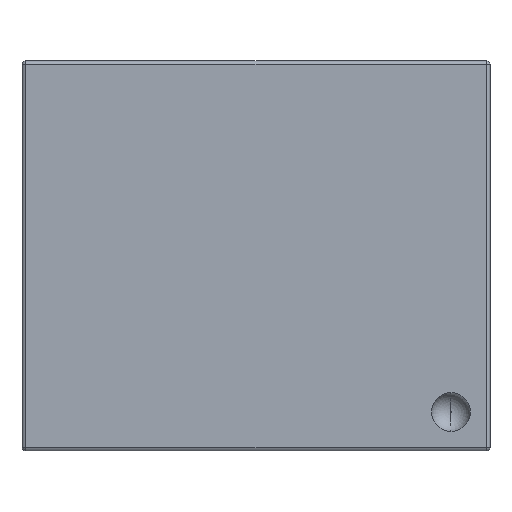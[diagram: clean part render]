
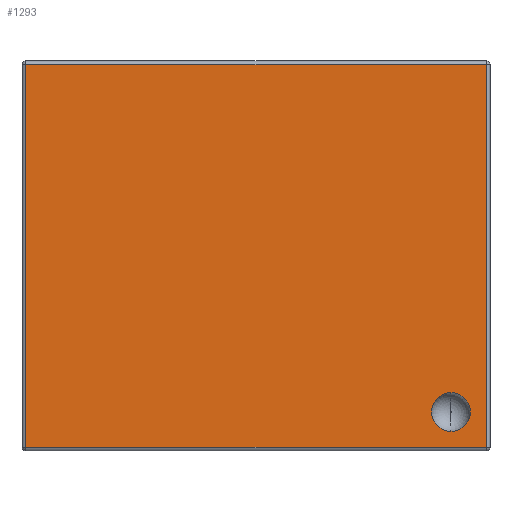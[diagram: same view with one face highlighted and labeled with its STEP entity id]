
A CAD part, front view. The second image highlights one B-rep face of the part: STEP entity #1293.
In plain terms, the highlighted planar face has unit normal (0, -1, 0).
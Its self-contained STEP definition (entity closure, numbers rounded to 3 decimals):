
#10 = VERTEX_POINT ( 'NONE', #2704 ) ;
#93 = CARTESIAN_POINT ( 'NONE',  ( 2.5, -0.5, -2. ) ) ;
#204 = EDGE_LOOP ( 'NONE', ( #2991, #2570, #3498, #269 ) ) ;
#269 = ORIENTED_EDGE ( 'NONE', *, *, #895, .T. ) ;
#444 = DIRECTION ( 'NONE',  ( 0., 0., -1. ) ) ;
#614 = FACE_BOUND ( 'NONE', #1279, .T. ) ;
#852 = CIRCLE ( 'NONE', #4466, 0.25 ) ;
#895 = EDGE_CURVE ( 'NONE', #10, #1074, #2598, .T. ) ;
#1016 = EDGE_CURVE ( 'NONE', #3626, #2575, #2143, .T. ) ;
#1074 = VERTEX_POINT ( 'NONE', #1743 ) ;
#1232 = EDGE_CURVE ( 'NONE', #3016, #10, #2955, .T. ) ;
#1279 = EDGE_LOOP ( 'NONE', ( #4459, #4532 ) ) ;
#1293 = ADVANCED_FACE ( 'NONE', ( #614, #3470 ), #4022, .T. ) ;
#1359 = AXIS2_PLACEMENT_3D ( 'NONE', #2099, #4598, #2470 ) ;
#1407 = DIRECTION ( 'NONE',  ( 0., 0., 1. ) ) ;
#1413 = EDGE_CURVE ( 'NONE', #1074, #3842, #3960, .T. ) ;
#1520 = CARTESIAN_POINT ( 'NONE',  ( 2.5, -0.5, -1.75 ) ) ;
#1524 = DIRECTION ( 'NONE',  ( 0., 0., -1. ) ) ;
#1534 = CARTESIAN_POINT ( 'NONE',  ( 3., -0.5, -2.5 ) ) ;
#1562 = EDGE_CURVE ( 'NONE', #3842, #3016, #2000, .T. ) ;
#1582 = CARTESIAN_POINT ( 'NONE',  ( -2.95, -0.5, 2.45 ) ) ;
#1743 = CARTESIAN_POINT ( 'NONE',  ( 2.95, -0.5, 2.45 ) ) ;
#1750 = AXIS2_PLACEMENT_3D ( 'NONE', #1534, #1879, #4387 ) ;
#1753 = VECTOR ( 'NONE', #1407, 1000. ) ;
#1794 = CARTESIAN_POINT ( 'NONE',  ( -3., -0.5, 2.45 ) ) ;
#1879 = DIRECTION ( 'NONE',  ( 0., -1., 0. ) ) ;
#2000 = LINE ( 'NONE', #4379, #3799 ) ;
#2099 = CARTESIAN_POINT ( 'NONE',  ( 2.5, -0.5, -2. ) ) ;
#2143 = CIRCLE ( 'NONE', #1359, 0.25 ) ;
#2470 = DIRECTION ( 'NONE',  ( 0., 0., -1. ) ) ;
#2570 = ORIENTED_EDGE ( 'NONE', *, *, #1562, .T. ) ;
#2575 = VERTEX_POINT ( 'NONE', #1520 ) ;
#2595 = DIRECTION ( 'NONE',  ( 0., -1., 0. ) ) ;
#2598 = LINE ( 'NONE', #3907, #1753 ) ;
#2704 = CARTESIAN_POINT ( 'NONE',  ( 2.95, -0.5, -2.45 ) ) ;
#2901 = VECTOR ( 'NONE', #3220, 1000. ) ;
#2955 = LINE ( 'NONE', #3979, #3690 ) ;
#2968 = EDGE_CURVE ( 'NONE', #2575, #3626, #852, .T. ) ;
#2991 = ORIENTED_EDGE ( 'NONE', *, *, #1413, .T. ) ;
#3016 = VERTEX_POINT ( 'NONE', #4029 ) ;
#3220 = DIRECTION ( 'NONE',  ( -1., 0., 0. ) ) ;
#3270 = DIRECTION ( 'NONE',  ( 1., 0., 0. ) ) ;
#3470 = FACE_OUTER_BOUND ( 'NONE', #204, .T. ) ;
#3498 = ORIENTED_EDGE ( 'NONE', *, *, #1232, .T. ) ;
#3626 = VERTEX_POINT ( 'NONE', #4354 ) ;
#3690 = VECTOR ( 'NONE', #3270, 1000. ) ;
#3799 = VECTOR ( 'NONE', #1524, 1000. ) ;
#3842 = VERTEX_POINT ( 'NONE', #1582 ) ;
#3907 = CARTESIAN_POINT ( 'NONE',  ( 2.95, -0.5, 2.5 ) ) ;
#3960 = LINE ( 'NONE', #1794, #2901 ) ;
#3979 = CARTESIAN_POINT ( 'NONE',  ( 3., -0.5, -2.45 ) ) ;
#4022 = PLANE ( 'NONE',  #1750 ) ;
#4029 = CARTESIAN_POINT ( 'NONE',  ( -2.95, -0.5, -2.45 ) ) ;
#4354 = CARTESIAN_POINT ( 'NONE',  ( 2.5, -0.5, -2.25 ) ) ;
#4379 = CARTESIAN_POINT ( 'NONE',  ( -2.95, -0.5, -2.5 ) ) ;
#4387 = DIRECTION ( 'NONE',  ( 0., 0., -1. ) ) ;
#4459 = ORIENTED_EDGE ( 'NONE', *, *, #2968, .F. ) ;
#4466 = AXIS2_PLACEMENT_3D ( 'NONE', #93, #2595, #444 ) ;
#4532 = ORIENTED_EDGE ( 'NONE', *, *, #1016, .F. ) ;
#4598 = DIRECTION ( 'NONE',  ( 0., -1., 0. ) ) ;
